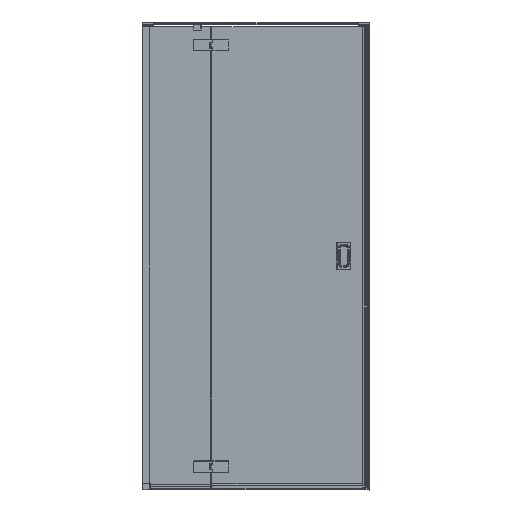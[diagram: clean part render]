
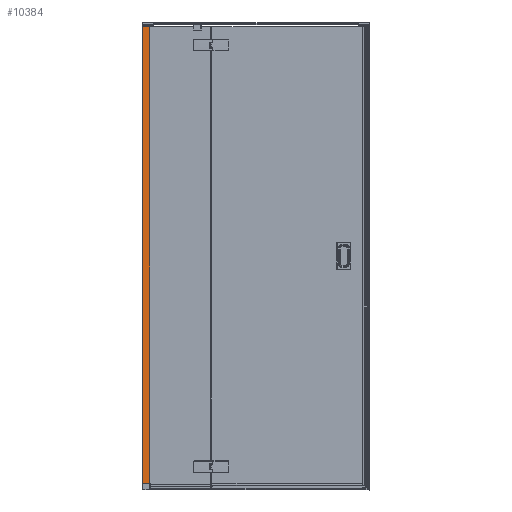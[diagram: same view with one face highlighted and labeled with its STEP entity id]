
A CAD part, top view. The second image highlights one B-rep face of the part: STEP entity #10384.
In plain terms, the highlighted planar face has unit normal (0, 0, 1).
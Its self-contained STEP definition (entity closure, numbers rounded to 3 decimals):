
#265 = EDGE_CURVE ( 'NONE', #45722, #45628, #68022, .T. ) ;
#720 = ORIENTED_EDGE ( 'NONE', *, *, #59646, .T. ) ;
#5234 = VECTOR ( 'NONE', #18956, 1000. ) ;
#5962 = VERTEX_POINT ( 'NONE', #53005 ) ;
#6531 = PLANE ( 'NONE',  #52861 ) ;
#9587 = VERTEX_POINT ( 'NONE', #49155 ) ;
#9748 = VECTOR ( 'NONE', #64830, 1000. ) ;
#10091 = B_SPLINE_CURVE_WITH_KNOTS ( 'NONE', 3,
 ( #58352, #41916, #42151, #26694 ),
 .UNSPECIFIED., .F., .F.,
 ( 4, 4 ),
 ( 0.001, 1. ),
 .UNSPECIFIED. ) ;
#10384 = ADVANCED_FACE ( 'NONE', ( #25617 ), #6531, .T. ) ;
#12287 = DIRECTION ( 'NONE',  ( 0., -1., 0. ) ) ;
#13336 = EDGE_CURVE ( 'NONE', #5962, #9587, #59268, .T. ) ;
#14467 = EDGE_LOOP ( 'NONE', ( #26369, #40399, #57342, #17934, #53427, #720, #60937, #20158 ) ) ;
#14693 = CARTESIAN_POINT ( 'NONE',  ( -98.642, -975., 8.102 ) ) ;
#15051 = CARTESIAN_POINT ( 'NONE',  ( -119.556, -975., 8.102 ) ) ;
#16215 = VERTEX_POINT ( 'NONE', #14693 ) ;
#16372 = CARTESIAN_POINT ( 'NONE',  ( -119.556, -973., 8.102 ) ) ;
#16619 = EDGE_CURVE ( 'NONE', #16215, #33632, #26763, .T. ) ;
#17086 = VERTEX_POINT ( 'NONE', #16372 ) ;
#17934 = ORIENTED_EDGE ( 'NONE', *, *, #29540, .T. ) ;
#18956 = DIRECTION ( 'NONE',  ( -1., 0., 0. ) ) ;
#19975 = CARTESIAN_POINT ( 'NONE',  ( -94.349, -973., 8.102 ) ) ;
#20158 = ORIENTED_EDGE ( 'NONE', *, *, #16619, .F. ) ;
#25617 = FACE_OUTER_BOUND ( 'NONE', #14467, .T. ) ;
#25776 = VECTOR ( 'NONE', #55738, 1000. ) ;
#26369 = ORIENTED_EDGE ( 'NONE', *, *, #65365, .F. ) ;
#26665 = CARTESIAN_POINT ( 'NONE',  ( -108.1, -973., 8.102 ) ) ;
#26694 = CARTESIAN_POINT ( 'NONE',  ( -94.338, 981., 8.101 ) ) ;
#26763 = LINE ( 'NONE', #55436, #5234 ) ;
#29055 = CARTESIAN_POINT ( 'NONE',  ( -94.338, 981., 8.101 ) ) ;
#29540 = EDGE_CURVE ( 'NONE', #67864, #9587, #35390, .T. ) ;
#33632 = VERTEX_POINT ( 'NONE', #15051 ) ;
#35390 = LINE ( 'NONE', #54351, #9748 ) ;
#35607 = LINE ( 'NONE', #56864, #54570 ) ;
#36878 = LINE ( 'NONE', #26665, #55886 ) ;
#40399 = ORIENTED_EDGE ( 'NONE', *, *, #265, .T. ) ;
#41916 = CARTESIAN_POINT ( 'NONE',  ( -94.345, -321.667, 8.102 ) ) ;
#42151 = CARTESIAN_POINT ( 'NONE',  ( -94.342, 329.667, 8.102 ) ) ;
#43026 = LINE ( 'NONE', #52008, #53834 ) ;
#44007 = EDGE_CURVE ( 'NONE', #45628, #67864, #10091, .T. ) ;
#45628 = VERTEX_POINT ( 'NONE', #19975 ) ;
#45722 = VERTEX_POINT ( 'NONE', #52975 ) ;
#49155 = CARTESIAN_POINT ( 'NONE',  ( -122.5, 981., 8.102 ) ) ;
#49429 = CARTESIAN_POINT ( 'NONE',  ( -122.5, 981., 8.102 ) ) ;
#50100 = DIRECTION ( 'NONE',  ( 0., 1., 0. ) ) ;
#50414 = CARTESIAN_POINT ( 'NONE',  ( -108.1, -973., 8.102 ) ) ;
#52008 = CARTESIAN_POINT ( 'NONE',  ( -119.556, -1001., 8.102 ) ) ;
#52861 = AXIS2_PLACEMENT_3D ( 'NONE', #59910, #65489, #12287 ) ;
#52975 = CARTESIAN_POINT ( 'NONE',  ( -98.642, -973., 8.102 ) ) ;
#53005 = CARTESIAN_POINT ( 'NONE',  ( -122.5, -973., 8.102 ) ) ;
#53427 = ORIENTED_EDGE ( 'NONE', *, *, #13336, .F. ) ;
#53834 = VECTOR ( 'NONE', #63402, 1000. ) ;
#54351 = CARTESIAN_POINT ( 'NONE',  ( -94.3, 981., 8.102 ) ) ;
#54550 = EDGE_CURVE ( 'NONE', #33632, #17086, #43026, .T. ) ;
#54570 = VECTOR ( 'NONE', #67786, 1000. ) ;
#55436 = CARTESIAN_POINT ( 'NONE',  ( -124., -975., 8.102 ) ) ;
#55738 = DIRECTION ( 'NONE',  ( 1., 0., 0. ) ) ;
#55886 = VECTOR ( 'NONE', #58552, 1000. ) ;
#56864 = CARTESIAN_POINT ( 'NONE',  ( -98.642, -1001., 8.102 ) ) ;
#57342 = ORIENTED_EDGE ( 'NONE', *, *, #44007, .T. ) ;
#58352 = CARTESIAN_POINT ( 'NONE',  ( -94.349, -973., 8.102 ) ) ;
#58552 = DIRECTION ( 'NONE',  ( 1., 0., 0. ) ) ;
#59268 = LINE ( 'NONE', #49429, #61767 ) ;
#59646 = EDGE_CURVE ( 'NONE', #5962, #17086, #36878, .T. ) ;
#59910 = CARTESIAN_POINT ( 'NONE',  ( -94.3, 981., 8.102 ) ) ;
#60937 = ORIENTED_EDGE ( 'NONE', *, *, #54550, .F. ) ;
#61767 = VECTOR ( 'NONE', #50100, 1000. ) ;
#63402 = DIRECTION ( 'NONE',  ( 0., 1., 0. ) ) ;
#64830 = DIRECTION ( 'NONE',  ( -1., 0., 0. ) ) ;
#65365 = EDGE_CURVE ( 'NONE', #45722, #16215, #35607, .T. ) ;
#65489 = DIRECTION ( 'NONE',  ( 0., 0., 1. ) ) ;
#67786 = DIRECTION ( 'NONE',  ( 0., -1., 0. ) ) ;
#67864 = VERTEX_POINT ( 'NONE', #29055 ) ;
#68022 = LINE ( 'NONE', #50414, #25776 ) ;
